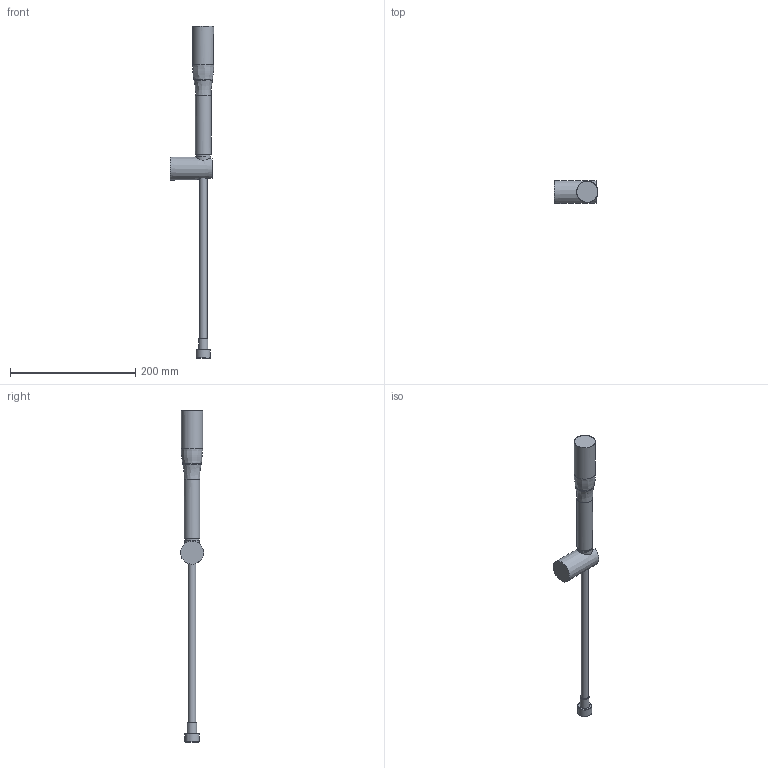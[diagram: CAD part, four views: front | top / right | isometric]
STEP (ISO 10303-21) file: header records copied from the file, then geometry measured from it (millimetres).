
FILE_DESCRIPTION(/* description */ ('Unknown'),/* implementation_level */ '2;1');
FILE_NAME(/* name */ '27369000',/* time_stamp */ '2022-09-09T05:27:16+02:00',/* author */ ('Unknown'),/* organization */ ('GROHE AG'),/* preprocessor_version */ 'ST-DEVELOPER v16.7',/* originating_system */ 'DEX',/* authorisation */ $);
FILE_SCHEMA (('AUTOMOTIVE_DESIGN {1 0 10303 214 3 1 1}'));
Length unit declared in the file: millimetre
Products named in the file (3): 27369000; id11; 2010 01 26 Artikel aktuell
Assembly tree (2 placements, depth 2):
  27369000
    id11
    2010 01 26 Artikel aktuell
Bounding box: 69.98 x 36.96 x 530.92 mm (x, y, z)
Surface area: 45527.2 mm2 (no closed solid volume)
Topology: 0 solids, 3 shells, 122 faces, 249 edges, 179 vertices
Faces by surface type: cylinder 99, plane 9, cone 5, torus 4, bspline 3, sphere 2
Full cylindrical faces by diameter (mm): 2.75 x45, 12 x1, 14.998 x1, 21.9 x1, 23 x2, 25 x1, 34 x1
Entity records: 4393 total; most frequent: CARTESIAN_POINT 2496, DIRECTION 298, ORIENTED_EDGE 259, EDGE_LOOP 234, FACE_BOUND 234, AXIS2_PLACEMENT_3D 146, EDGE_CURVE 132, VERTEX_POINT 126
